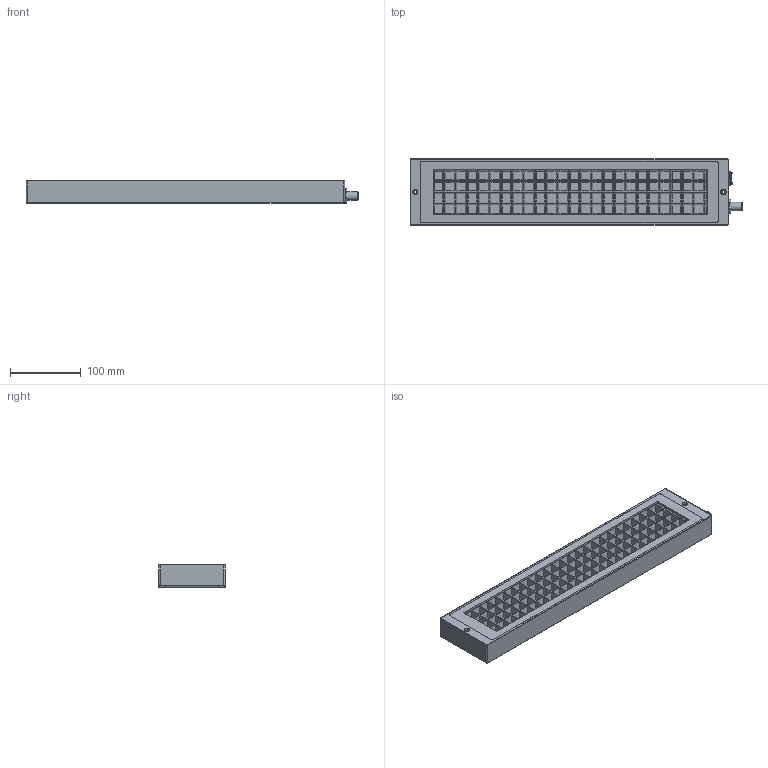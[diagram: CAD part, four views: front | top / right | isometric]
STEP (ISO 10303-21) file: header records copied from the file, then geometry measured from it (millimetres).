
FILE_DESCRIPTION(/* description */ ('Alibre Inc.'),/* implementation_level */ '2;1');
FILE_NAME(/* name */ 'export0',/* time_stamp */ '2016-04-04T11:22:03+02:00',/* author */ (''),/* organization */ (''),/* preprocessor_version */ 'ST-DEVELOPER v14',/* originating_system */ 'Alibre',/* authorisation */ '');
FILE_SCHEMA (('CONFIG_CONTROL_DESIGN'));
Length unit declared in the file: centimetre
Products named in the file (4): ID_1; ID_2; ID_3; ID_4
Bounding box: 468.94 x 94 x 32.47 mm (x, y, z)
Volume: 1014161.9 mm3; surface area: 227775.6 mm2
Topology: 3 solids, 23 shells, 1005 faces, 3110 edges, 2049 vertices
Faces by surface type: plane 892, cylinder 88, sphere 12, torus 8, bspline 4, cone 1
Full cylindrical faces by diameter (mm): 1 x4, 2.459 x20, 2.7 x1, 3.903 x1, 4.134 x2, 8 x3, 10.106 x1, 12 x2
Entity records: 28597 total; most frequent: ORIENTED_EDGE 6086, CARTESIAN_POINT 5093, DIRECTION 3122, EDGE_CURVE 3043, VECTOR 2181, LINE 2181, VERTEX_POINT 2033, EDGE_LOOP 1070
